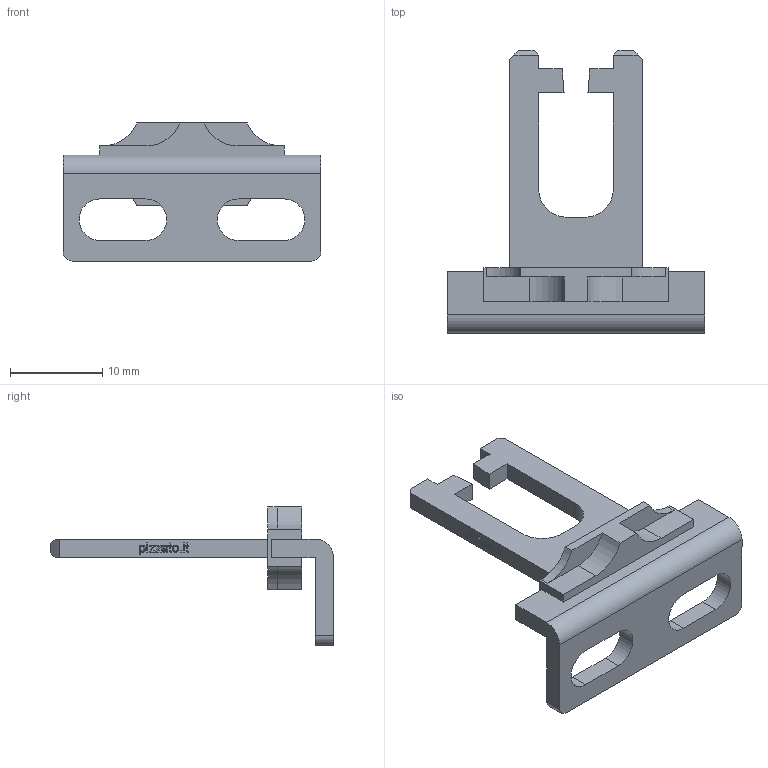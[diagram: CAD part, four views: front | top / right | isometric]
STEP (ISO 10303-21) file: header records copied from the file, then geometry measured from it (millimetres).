
FILE_DESCRIPTION(('STEP AP203'),'2;1');
FILE_NAME('20.055.00.stp','2011-03-28T17:23:34',(''),(''),'2009.3.110','THINKDESIGN','');
FILE_SCHEMA(('CONFIG_CONTROL_DESIGN'));
Length unit declared in the file: millimetre
Bounding box: 28 x 30.72 x 15 mm (x, y, z)
Volume: 1449.8 mm3; surface area: 1871.9 mm2
Topology: 1 solids, 1 shells, 208 faces, 566 edges, 376 vertices
Faces by surface type: plane 143, bspline 48, cylinder 17
Entity records: 8633 total; most frequent: CARTESIAN_POINT 3566, ORIENTED_EDGE 1132, DIRECTION 824, EDGE_CURVE 566, VECTOR 436, LINE 436, VERTEX_POINT 376, EDGE_LOOP 228
